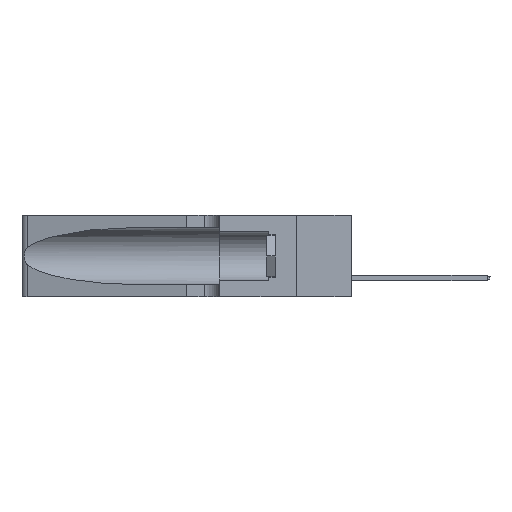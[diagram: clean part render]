
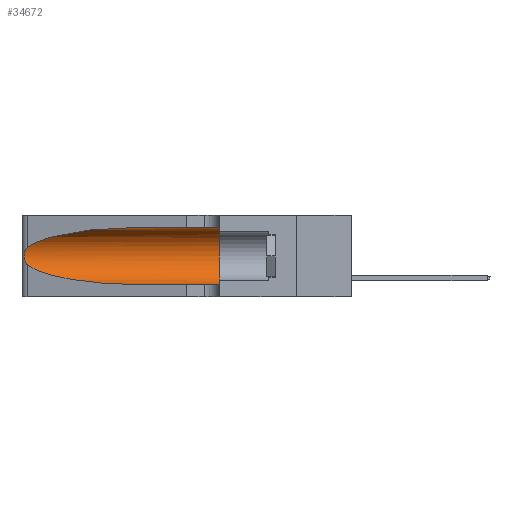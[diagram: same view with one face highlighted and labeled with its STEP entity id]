
A CAD part, left-side view. The second image highlights one B-rep face of the part: STEP entity #34672.
In plain terms, the highlighted cylindrical face has radius 3.308 mm (diameter 6.617 mm), a partial arc.
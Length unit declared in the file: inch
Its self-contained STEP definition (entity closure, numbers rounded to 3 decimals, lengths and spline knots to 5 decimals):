
#739 = CARTESIAN_POINT ( 'NONE',  ( 0.25487, 1.22718, 0.22369 ) ) ;
#997 = CARTESIAN_POINT ( 'NONE',  ( 0.1305, 0.72297, 0.05475 ) ) ;
#1170 = CARTESIAN_POINT ( 'NONE',  ( 0.25487, 1.22718, 0.14631 ) ) ;
#1515 = DIRECTION ( 'NONE',  ( 0., -1., 0. ) ) ;
#2385 = DIRECTION ( 'NONE',  ( 0., -1., 0. ) ) ;
#2467 = CARTESIAN_POINT ( 'NONE',  ( 0.25856, 1.23593, 0.16098 ) ) ;
#2480 = CARTESIAN_POINT ( 'NONE',  ( 0.18966, 0.96281, 0.31525 ) ) ;
#3070 = VECTOR ( 'NONE', #11884, 39.37008 ) ;
#3645 = EDGE_CURVE ( 'NONE', #27133, #35690, #27526, .T. ) ;
#3659 = CARTESIAN_POINT ( 'NONE',  ( 0.25487, 1.22718, 0.14631 ) ) ;
#4157 = CYLINDRICAL_SURFACE ( 'NONE', #25197, 0.13025 ) ;
#5140 = CARTESIAN_POINT ( 'NONE',  ( 0.1305, 1.61858, 0.185 ) ) ;
#5351 = CARTESIAN_POINT ( 'NONE',  ( 0.25787, 1.23484, 0.2124 ) ) ;
#5470 = CARTESIAN_POINT ( 'NONE',  ( 0.1305, 0.72297, 0.31525 ) ) ;
#7039 = EDGE_CURVE ( 'NONE', #28451, #15377, #9503, .T. ) ;
#7662 = CARTESIAN_POINT ( 'NONE',  ( 0.1305, 0.35, 0.185 ) ) ;
#8322 = CARTESIAN_POINT ( 'NONE',  ( 0.1305, 0.72297, 0.31525 ) ) ;
#8489 = ORIENTED_EDGE ( 'NONE', *, *, #3645, .F. ) ;
#9503 = B_SPLINE_CURVE_WITH_KNOTS ( 'NONE', 3,
 ( #28314, #10986, #11112, #5351, #31169, #28189, #31283, #34084, #19692, #2467, #34213, #36763, #14024, #31407 ),
 .UNSPECIFIED., .F., .F.,
 ( 4, 2, 2, 2, 2, 2, 4 ),
 ( 0., 0.00027, 0.00053, 0.00107, 0.0016, 0.00187, 0.00214 ),
 .UNSPECIFIED. ) ;
#10822 = LINE ( 'NONE', #20747, #3070 ) ;
#10986 = CARTESIAN_POINT ( 'NONE',  ( 0.25555, 1.22994, 0.2215 ) ) ;
#11112 = CARTESIAN_POINT ( 'NONE',  ( 0.25639, 1.23184, 0.21858 ) ) ;
#11371 =( BOUNDED_CURVE ( )  B_SPLINE_CURVE ( 3, ( #3659, #27253, #15732, #997 ),
 .UNSPECIFIED., .F., .T. ) 
 B_SPLINE_CURVE_WITH_KNOTS ( ( 4, 4 ),
 ( 3.44316, 4.71239 ),
 .UNSPECIFIED. ) 
 CURVE ( )  GEOMETRIC_REPRESENTATION_ITEM ( )  RATIONAL_B_SPLINE_CURVE ( ( 1., 0.87, 0.87, 1. ) ) 
 REPRESENTATION_ITEM ( '' )  );
#11884 = DIRECTION ( 'NONE',  ( 0., -1., 0. ) ) ;
#14024 = CARTESIAN_POINT ( 'NONE',  ( 0.25555, 1.22993, 0.14849 ) ) ;
#15377 = VERTEX_POINT ( 'NONE', #1170 ) ;
#15732 = CARTESIAN_POINT ( 'NONE',  ( 0.18966, 0.96281, 0.05475 ) ) ;
#15907 = DIRECTION ( 'NONE',  ( 0., 1., 0. ) ) ;
#16403 = ORIENTED_EDGE ( 'NONE', *, *, #25510, .T. ) ;
#16627 = ORIENTED_EDGE ( 'NONE', *, *, #35226, .T. ) ;
#18866 = CARTESIAN_POINT ( 'NONE',  ( 0.1305, 1.61858, 0.31525 ) ) ;
#18867 = LINE ( 'NONE', #18866, #19799 ) ;
#19692 = CARTESIAN_POINT ( 'NONE',  ( 0.26017, 1.23833, 0.17102 ) ) ;
#19799 = VECTOR ( 'NONE', #1515, 39.37008 ) ;
#19906 = CARTESIAN_POINT ( 'NONE',  ( 0.1305, 0.72297, 0.05475 ) ) ;
#20081 = EDGE_LOOP ( 'NONE', ( #16627, #32843, #23729, #16403, #8489, #25536 ) ) ;
#20747 = CARTESIAN_POINT ( 'NONE',  ( 0.1305, 1.61858, 0.05475 ) ) ;
#21586 = EDGE_CURVE ( 'NONE', #15377, #30737, #11371, .T. ) ;
#23729 = ORIENTED_EDGE ( 'NONE', *, *, #21586, .T. ) ;
#24435 = AXIS2_PLACEMENT_3D ( 'NONE', #7662, #15907, #33578 ) ;
#25197 = AXIS2_PLACEMENT_3D ( 'NONE', #5140, #2385, #28366 ) ;
#25510 = EDGE_CURVE ( 'NONE', #30737, #35690, #10822, .T. ) ;
#25536 = ORIENTED_EDGE ( 'NONE', *, *, #26352, .F. ) ;
#26352 = EDGE_CURVE ( 'NONE', #30114, #27133, #18867, .T. ) ;
#27133 = VERTEX_POINT ( 'NONE', #29477 ) ;
#27253 = CARTESIAN_POINT ( 'NONE',  ( 0.2373, 1.15595, 0.08982 ) ) ;
#27526 = CIRCLE ( 'NONE', #24435, 0.13025 ) ;
#28189 = CARTESIAN_POINT ( 'NONE',  ( 0.26018, 1.23835, 0.19895 ) ) ;
#28314 = CARTESIAN_POINT ( 'NONE',  ( 0.25487, 1.22718, 0.22369 ) ) ;
#28366 = DIRECTION ( 'NONE',  ( 0., 0., -1. ) ) ;
#28451 = VERTEX_POINT ( 'NONE', #739 ) ;
#28760 =( BOUNDED_CURVE ( )  B_SPLINE_CURVE ( 3, ( #5470, #2480, #34470, #34358 ),
 .UNSPECIFIED., .F., .F. ) 
 B_SPLINE_CURVE_WITH_KNOTS ( ( 4, 4 ),
 ( 1.5708, 2.84003 ),
 .UNSPECIFIED. ) 
 CURVE ( )  GEOMETRIC_REPRESENTATION_ITEM ( )  RATIONAL_B_SPLINE_CURVE ( ( 1., 0.87, 0.87, 1. ) ) 
 REPRESENTATION_ITEM ( '' )  );
#29477 = CARTESIAN_POINT ( 'NONE',  ( 0.1305, 0.35, 0.31525 ) ) ;
#30114 = VERTEX_POINT ( 'NONE', #8322 ) ;
#30406 = CARTESIAN_POINT ( 'NONE',  ( 0.1305, 0.35, 0.05475 ) ) ;
#30737 = VERTEX_POINT ( 'NONE', #19906 ) ;
#31169 = CARTESIAN_POINT ( 'NONE',  ( 0.25854, 1.2359, 0.20912 ) ) ;
#31283 = CARTESIAN_POINT ( 'NONE',  ( 0.26075, 1.23896, 0.19203 ) ) ;
#31407 = CARTESIAN_POINT ( 'NONE',  ( 0.25487, 1.22718, 0.14631 ) ) ;
#32843 = ORIENTED_EDGE ( 'NONE', *, *, #7039, .T. ) ;
#33578 = DIRECTION ( 'NONE',  ( 0., 0., 1. ) ) ;
#34084 = CARTESIAN_POINT ( 'NONE',  ( 0.26075, 1.23896, 0.178 ) ) ;
#34213 = CARTESIAN_POINT ( 'NONE',  ( 0.25789, 1.23486, 0.15765 ) ) ;
#34358 = CARTESIAN_POINT ( 'NONE',  ( 0.25487, 1.22718, 0.22369 ) ) ;
#34470 = CARTESIAN_POINT ( 'NONE',  ( 0.2373, 1.15595, 0.28018 ) ) ;
#34672 = ADVANCED_FACE ( 'NONE', ( #36806 ), #4157, .F. ) ;
#35226 = EDGE_CURVE ( 'NONE', #30114, #28451, #28760, .T. ) ;
#35690 = VERTEX_POINT ( 'NONE', #30406 ) ;
#36763 = CARTESIAN_POINT ( 'NONE',  ( 0.25639, 1.23186, 0.15144 ) ) ;
#36806 = FACE_OUTER_BOUND ( 'NONE', #20081, .T. ) ;
